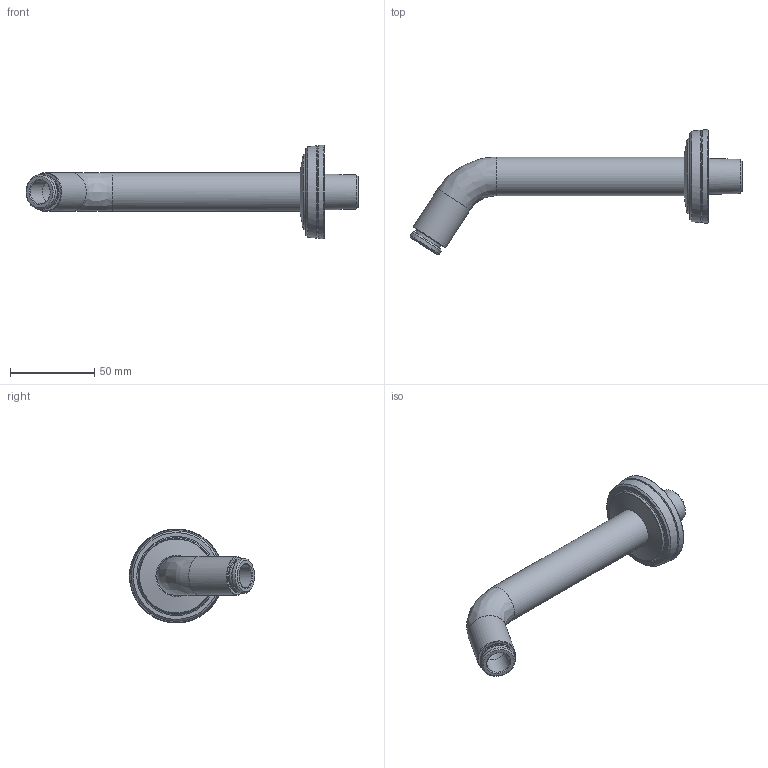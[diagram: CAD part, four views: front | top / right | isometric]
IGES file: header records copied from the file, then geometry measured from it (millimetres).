
Global section: file name: T10KA790-B; native system: Autodesk Inventor 2024; preprocessor: unknown; author: kwhieldon; date: 20240923.080953; units: millimetre
Bounding box: 197.3 x 74.42 x 55.83 mm (x, y, z)
Volume: 57506.4 mm3; surface area: 39674.2 mm2
Topology: 5 solids, 5 shells, 71 faces, 170 edges, 118 vertices
Faces by surface type: bspline 71
